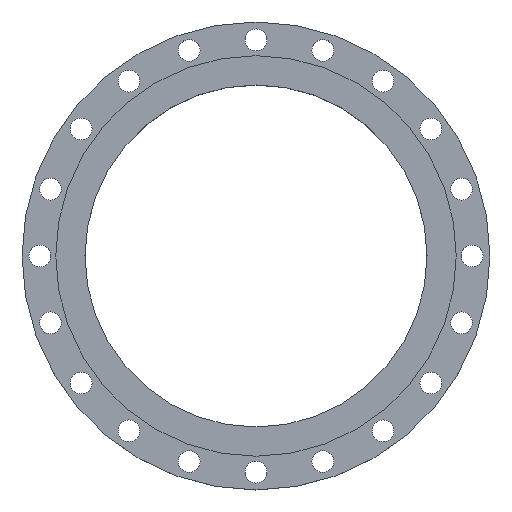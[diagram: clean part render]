
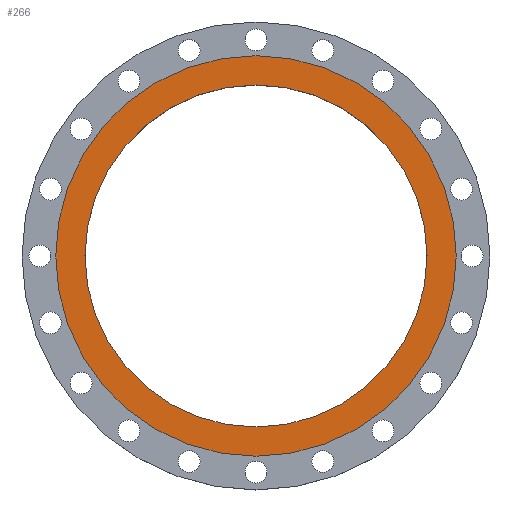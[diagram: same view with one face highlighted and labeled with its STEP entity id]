
A CAD part, top view. The second image highlights one B-rep face of the part: STEP entity #266.
In plain terms, the highlighted planar face has unit normal (0, 0, 1).
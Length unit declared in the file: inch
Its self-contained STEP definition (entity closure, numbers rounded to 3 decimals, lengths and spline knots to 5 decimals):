
#110 = CIRCLE ( 'NONE', #1051, 12.625 ) ;
#138 = CARTESIAN_POINT ( 'NONE',  ( 0., 0., 0. ) ) ;
#149 = AXIS2_PLACEMENT_3D ( 'NONE', #934, #290, #1542 ) ;
#154 = DIRECTION ( 'NONE',  ( -1., 0., 0. ) ) ;
#165 = CARTESIAN_POINT ( 'NONE',  ( -12.625, 0., 0. ) ) ;
#266 = ADVANCED_FACE ( 'NONE', ( #1679, #274 ), #629, .F. ) ;
#274 = FACE_OUTER_BOUND ( 'NONE', #1832, .T. ) ;
#287 = CARTESIAN_POINT ( 'NONE',  ( 12.625, 0., 0. ) ) ;
#290 = DIRECTION ( 'NONE',  ( 0., 0., 1. ) ) ;
#304 = DIRECTION ( 'NONE',  ( 1., 0., 0. ) ) ;
#347 = CIRCLE ( 'NONE', #149, 10.78125 ) ;
#416 = EDGE_CURVE ( 'NONE', #1320, #472, #1123, .T. ) ;
#423 = EDGE_CURVE ( 'NONE', #1879, #1477, #1452, .T. ) ;
#472 = VERTEX_POINT ( 'NONE', #1346 ) ;
#522 = EDGE_CURVE ( 'NONE', #1477, #1879, #110, .T. ) ;
#566 = AXIS2_PLACEMENT_3D ( 'NONE', #1076, #1719, #304 ) ;
#629 = PLANE ( 'NONE',  #802 ) ;
#687 = CARTESIAN_POINT ( 'NONE',  ( -10.78125, 0., 0. ) ) ;
#694 = ORIENTED_EDGE ( 'NONE', *, *, #423, .T. ) ;
#734 = ORIENTED_EDGE ( 'NONE', *, *, #1544, .F. ) ;
#769 = DIRECTION ( 'NONE',  ( 0., 0., 1. ) ) ;
#802 = AXIS2_PLACEMENT_3D ( 'NONE', #1709, #1547, #154 ) ;
#881 = CARTESIAN_POINT ( 'NONE',  ( 0., 0., 0. ) ) ;
#903 = DIRECTION ( 'NONE',  ( 1., 0., 0. ) ) ;
#934 = CARTESIAN_POINT ( 'NONE',  ( 0., 0., 0. ) ) ;
#1051 = AXIS2_PLACEMENT_3D ( 'NONE', #881, #1204, #903 ) ;
#1076 = CARTESIAN_POINT ( 'NONE',  ( 0., 0., 0. ) ) ;
#1123 = CIRCLE ( 'NONE', #1992, 10.78125 ) ;
#1204 = DIRECTION ( 'NONE',  ( 0., 0., 1. ) ) ;
#1239 = ORIENTED_EDGE ( 'NONE', *, *, #416, .F. ) ;
#1320 = VERTEX_POINT ( 'NONE', #687 ) ;
#1346 = CARTESIAN_POINT ( 'NONE',  ( 10.78125, 0., 0. ) ) ;
#1452 = CIRCLE ( 'NONE', #566, 12.625 ) ;
#1477 = VERTEX_POINT ( 'NONE', #165 ) ;
#1503 = EDGE_LOOP ( 'NONE', ( #734, #1239 ) ) ;
#1542 = DIRECTION ( 'NONE',  ( 1., 0., 0. ) ) ;
#1544 = EDGE_CURVE ( 'NONE', #472, #1320, #347, .T. ) ;
#1547 = DIRECTION ( 'NONE',  ( 0., 0., -1. ) ) ;
#1679 = FACE_BOUND ( 'NONE', #1503, .T. ) ;
#1697 = ORIENTED_EDGE ( 'NONE', *, *, #522, .T. ) ;
#1709 = CARTESIAN_POINT ( 'NONE',  ( 0., 10.78125, 0. ) ) ;
#1719 = DIRECTION ( 'NONE',  ( 0., 0., 1. ) ) ;
#1832 = EDGE_LOOP ( 'NONE', ( #694, #1697 ) ) ;
#1879 = VERTEX_POINT ( 'NONE', #287 ) ;
#1992 = AXIS2_PLACEMENT_3D ( 'NONE', #138, #769, #2036 ) ;
#2036 = DIRECTION ( 'NONE',  ( 1., 0., 0. ) ) ;
